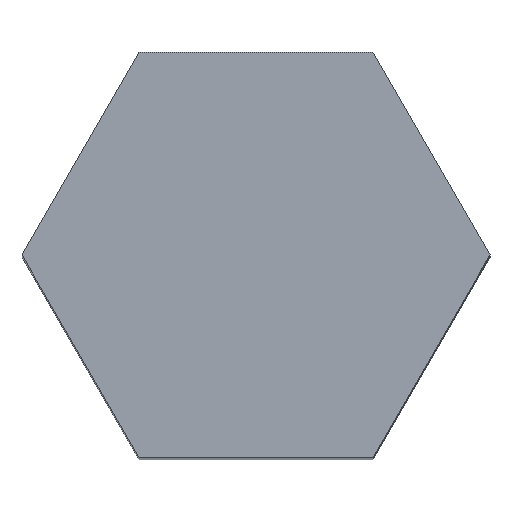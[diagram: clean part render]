
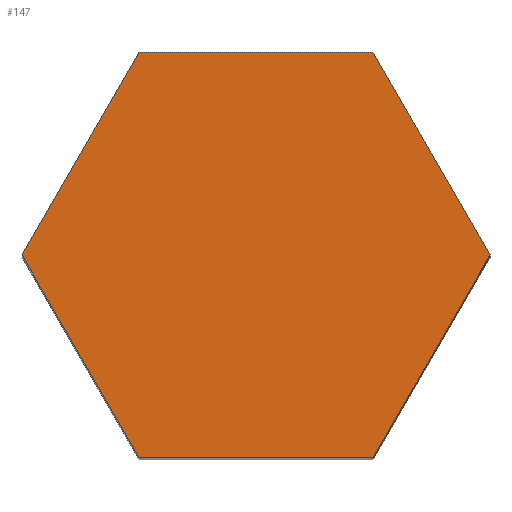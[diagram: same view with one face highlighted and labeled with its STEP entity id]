
A CAD part, top view. The second image highlights one B-rep face of the part: STEP entity #147.
In plain terms, the highlighted planar face has unit normal (0, 0, 1).
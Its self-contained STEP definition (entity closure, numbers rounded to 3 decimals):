
#21=FACE_OUTER_BOUND('',#29,.T.);
#29=EDGE_LOOP('',(#121,#122,#123,#124,#125,#126));
#33=LINE('',#224,#51);
#36=LINE('',#230,#54);
#39=LINE('',#236,#57);
#42=LINE('',#242,#60);
#45=LINE('',#248,#63);
#48=LINE('',#252,#66);
#51=VECTOR('',#186,10.);
#54=VECTOR('',#191,10.);
#57=VECTOR('',#196,10.);
#60=VECTOR('',#201,10.);
#63=VECTOR('',#206,10.);
#66=VECTOR('',#211,10.);
#69=VERTEX_POINT('',#221);
#70=VERTEX_POINT('',#223);
#72=VERTEX_POINT('',#229);
#74=VERTEX_POINT('',#235);
#76=VERTEX_POINT('',#241);
#78=VERTEX_POINT('',#247);
#81=EDGE_CURVE('',#70,#69,#33,.T.);
#84=EDGE_CURVE('',#72,#70,#36,.T.);
#87=EDGE_CURVE('',#74,#72,#39,.T.);
#90=EDGE_CURVE('',#76,#74,#42,.T.);
#93=EDGE_CURVE('',#78,#76,#45,.T.);
#96=EDGE_CURVE('',#69,#78,#48,.T.);
#121=ORIENTED_EDGE('',*,*,#96,.T.);
#122=ORIENTED_EDGE('',*,*,#93,.T.);
#123=ORIENTED_EDGE('',*,*,#90,.T.);
#124=ORIENTED_EDGE('',*,*,#87,.T.);
#125=ORIENTED_EDGE('',*,*,#84,.T.);
#126=ORIENTED_EDGE('',*,*,#81,.T.);
#139=PLANE('',#178);
#147=ADVANCED_FACE('',(#21),#139,.T.);
#178=AXIS2_PLACEMENT_3D('',#253,#212,#213);
#186=DIRECTION('',(-0.5,0.866,0.));
#191=DIRECTION('',(0.5,0.866,0.));
#196=DIRECTION('',(1.,0.,0.));
#201=DIRECTION('',(0.5,-0.866,0.));
#206=DIRECTION('',(-0.5,-0.866,0.));
#211=DIRECTION('',(-1.,0.,0.));
#212=DIRECTION('center_axis',(0.,0.,1.));
#213=DIRECTION('ref_axis',(1.,0.,0.));
#221=CARTESIAN_POINT('',(7.332,12.7,76.2));
#223=CARTESIAN_POINT('',(14.665,0.,76.2));
#224=CARTESIAN_POINT('',(14.665,0.,76.2));
#229=CARTESIAN_POINT('',(7.332,-12.7,76.2));
#230=CARTESIAN_POINT('',(7.332,-12.7,76.2));
#235=CARTESIAN_POINT('',(-7.332,-12.7,76.2));
#236=CARTESIAN_POINT('',(-7.332,-12.7,76.2));
#241=CARTESIAN_POINT('',(-14.665,0.,76.2));
#242=CARTESIAN_POINT('',(-14.665,0.,76.2));
#247=CARTESIAN_POINT('',(-7.332,12.7,76.2));
#248=CARTESIAN_POINT('',(-7.332,12.7,76.2));
#252=CARTESIAN_POINT('',(7.332,12.7,76.2));
#253=CARTESIAN_POINT('Origin',(0.,0.,76.2));
